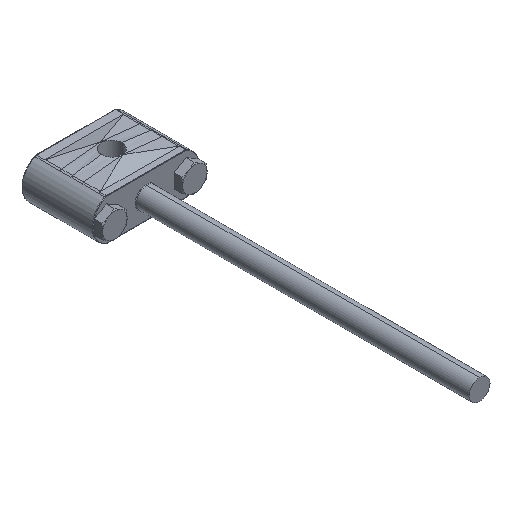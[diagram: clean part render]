
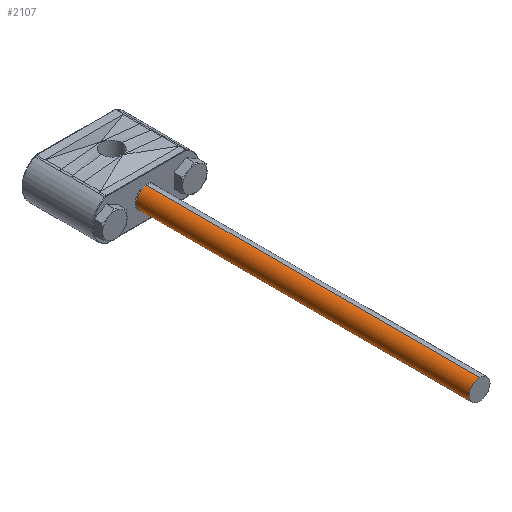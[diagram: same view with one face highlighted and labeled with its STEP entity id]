
A CAD part, isometric view. The second image highlights one B-rep face of the part: STEP entity #2107.
In plain terms, the highlighted cylindrical face has radius 4.763 mm (diameter 9.525 mm), a partial arc.
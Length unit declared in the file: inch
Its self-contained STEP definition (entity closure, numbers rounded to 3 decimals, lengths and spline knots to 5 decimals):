
#17 = CARTESIAN_POINT ( 'NONE',  ( 0., -6.12, 0. ) ) ;
#78 = DIRECTION ( 'NONE',  ( 0., 0., -1. ) ) ;
#346 = VERTEX_POINT ( 'NONE', #2542 ) ;
#366 = CARTESIAN_POINT ( 'NONE',  ( 0., -6.12, -0.1875 ) ) ;
#379 = DIRECTION ( 'NONE',  ( 0., -1., 0. ) ) ;
#595 = VERTEX_POINT ( 'NONE', #366 ) ;
#630 = DIRECTION ( 'NONE',  ( 0., 1., 0. ) ) ;
#689 = CYLINDRICAL_SURFACE ( 'NONE', #2235, 0.1875 ) ;
#963 = EDGE_CURVE ( 'NONE', #4443, #595, #4362, .T. ) ;
#1017 = CIRCLE ( 'NONE', #2483, 0.1875 ) ;
#1278 = EDGE_CURVE ( 'NONE', #4443, #4328, #3890, .T. ) ;
#1575 = CARTESIAN_POINT ( 'NONE',  ( 0., -6.12, -0.1875 ) ) ;
#1920 = VECTOR ( 'NONE', #630, 39.37008 ) ;
#1925 = DIRECTION ( 'NONE',  ( 0., 1., 0. ) ) ;
#1955 = VECTOR ( 'NONE', #1925, 39.37008 ) ;
#2107 = ADVANCED_FACE ( 'NONE', ( #2236 ), #689, .T. ) ;
#2114 = EDGE_CURVE ( 'NONE', #4328, #346, #1017, .T. ) ;
#2123 = CARTESIAN_POINT ( 'NONE',  ( 0., -0.13, 0.1875 ) ) ;
#2132 = DIRECTION ( 'NONE',  ( 0., 0., 1. ) ) ;
#2174 = ORIENTED_EDGE ( 'NONE', *, *, #2114, .T. ) ;
#2175 = DIRECTION ( 'NONE',  ( 0., -1., 0. ) ) ;
#2190 = CARTESIAN_POINT ( 'NONE',  ( 0., -6.12, 0.1875 ) ) ;
#2235 = AXIS2_PLACEMENT_3D ( 'NONE', #3504, #4213, #2132 ) ;
#2236 = FACE_OUTER_BOUND ( 'NONE', #2402, .T. ) ;
#2248 = EDGE_CURVE ( 'NONE', #595, #346, #2571, .T. ) ;
#2402 = EDGE_LOOP ( 'NONE', ( #3841, #2512, #3027, #2174 ) ) ;
#2483 = AXIS2_PLACEMENT_3D ( 'NONE', #4348, #379, #78 ) ;
#2503 = DIRECTION ( 'NONE',  ( 0., 0., -1. ) ) ;
#2512 = ORIENTED_EDGE ( 'NONE', *, *, #963, .F. ) ;
#2542 = CARTESIAN_POINT ( 'NONE',  ( 0., -0.13, -0.1875 ) ) ;
#2571 = LINE ( 'NONE', #1575, #1955 ) ;
#2836 = AXIS2_PLACEMENT_3D ( 'NONE', #17, #2175, #2503 ) ;
#3027 = ORIENTED_EDGE ( 'NONE', *, *, #1278, .T. ) ;
#3504 = CARTESIAN_POINT ( 'NONE',  ( 0., -6.12, 0. ) ) ;
#3841 = ORIENTED_EDGE ( 'NONE', *, *, #2248, .F. ) ;
#3890 = LINE ( 'NONE', #4462, #1920 ) ;
#4213 = DIRECTION ( 'NONE',  ( 0., 1., 0. ) ) ;
#4328 = VERTEX_POINT ( 'NONE', #2123 ) ;
#4348 = CARTESIAN_POINT ( 'NONE',  ( 0., -0.13, 0. ) ) ;
#4362 = CIRCLE ( 'NONE', #2836, 0.1875 ) ;
#4443 = VERTEX_POINT ( 'NONE', #2190 ) ;
#4462 = CARTESIAN_POINT ( 'NONE',  ( 0., -6.12, 0.1875 ) ) ;
